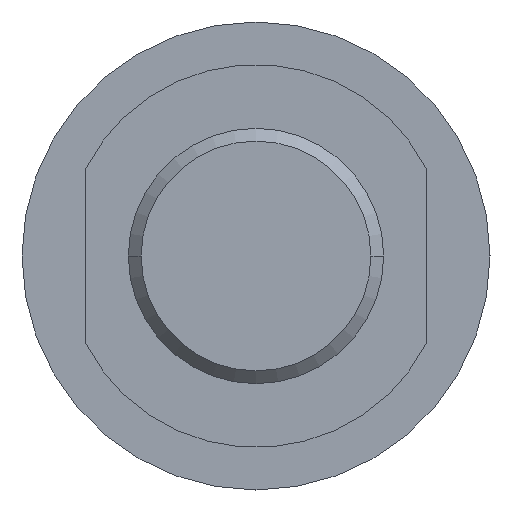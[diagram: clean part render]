
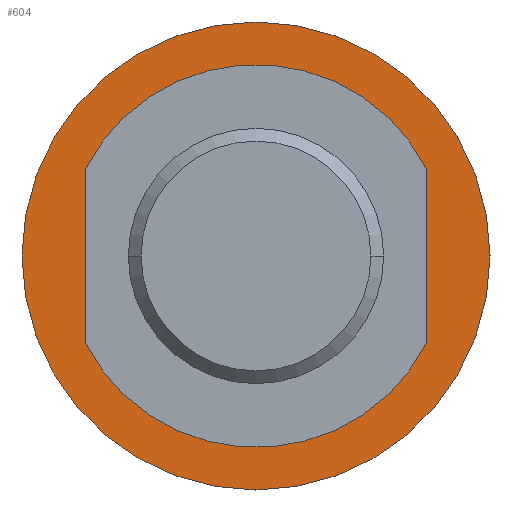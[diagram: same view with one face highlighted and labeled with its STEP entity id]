
A CAD part, left-side view. The second image highlights one B-rep face of the part: STEP entity #604.
In plain terms, the highlighted planar face has unit normal (-1, 0, 0).
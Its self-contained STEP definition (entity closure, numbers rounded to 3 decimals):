
#134=CARTESIAN_POINT('',(95.0,27.5,0.0));
#135=VERTEX_POINT('',#134);
#160=CARTESIAN_POINT('',(95.0,-27.5,0.));
#161=VERTEX_POINT('',#160);
#168=CARTESIAN_POINT('',(95.0,0.,0.0));
#169=DIRECTION('',(-1.0,0.0,0.0));
#170=DIRECTION('',(0.0,1.0,0.0));
#171=AXIS2_PLACEMENT_3D('',#168,#169,#170);
#172=CIRCLE('',#171,27.5);
#173=EDGE_CURVE('',#135,#161,#172,.T.);
#210=CARTESIAN_POINT('',(95.0,17.5,0.0));
#211=VERTEX_POINT('',#210);
#227=CARTESIAN_POINT('',(95.0,-17.5,0.));
#228=VERTEX_POINT('',#227);
#235=CARTESIAN_POINT('',(95.0,0.,0.0));
#236=DIRECTION('',(1.0,0.0,0.0));
#237=DIRECTION('',(0.0,1.0,0.0));
#238=AXIS2_PLACEMENT_3D('',#235,#236,#237);
#239=CIRCLE('',#238,17.5);
#240=EDGE_CURVE('',#211,#228,#239,.T.);
#543=CARTESIAN_POINT('',(95.0,0.,0.0));
#544=DIRECTION('',(1.0,0.0,0.0));
#545=DIRECTION('',(0.0,1.0,0.0));
#546=AXIS2_PLACEMENT_3D('',#543,#544,#545);
#547=CIRCLE('',#546,17.5);
#548=EDGE_CURVE('',#228,#211,#547,.T.);
#578=CARTESIAN_POINT('',(95.0,0.,0.0));
#579=DIRECTION('',(-1.0,0.0,0.0));
#580=DIRECTION('',(0.0,1.0,0.0));
#581=AXIS2_PLACEMENT_3D('',#578,#579,#580);
#582=CIRCLE('',#581,27.5);
#583=EDGE_CURVE('',#161,#135,#582,.T.);
#591=CARTESIAN_POINT('',(95.0,13.75,0.0));
#592=DIRECTION('',(-1.0,0.0,0.0));
#593=DIRECTION('',(0.0,0.0,1.0));
#594=AXIS2_PLACEMENT_3D('',#591,#592,#593);
#595=PLANE('',#594);
#596=ORIENTED_EDGE('',*,*,#173,.T.);
#597=ORIENTED_EDGE('',*,*,#583,.T.);
#598=EDGE_LOOP('',(#596,#597));
#599=FACE_OUTER_BOUND('',#598,.T.);
#600=ORIENTED_EDGE('',*,*,#240,.T.);
#601=ORIENTED_EDGE('',*,*,#548,.T.);
#602=EDGE_LOOP('',(#600,#601));
#603=FACE_BOUND('',#602,.T.);
#604=ADVANCED_FACE('',(#599,#603),#595,.T.);
